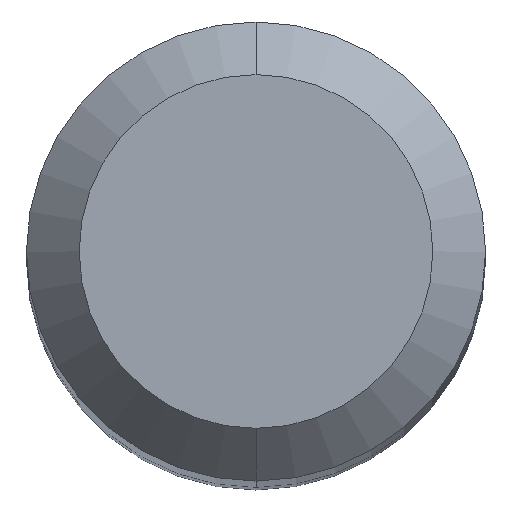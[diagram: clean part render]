
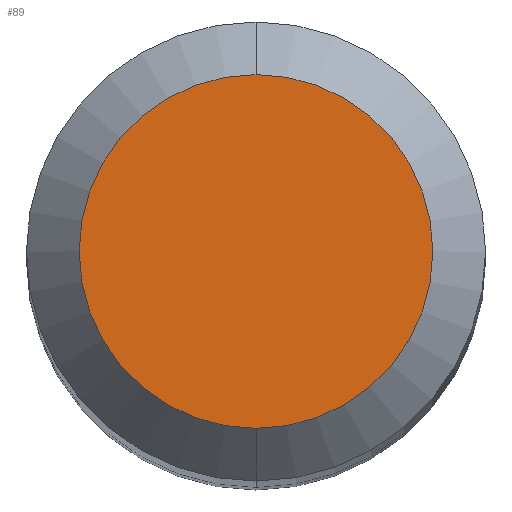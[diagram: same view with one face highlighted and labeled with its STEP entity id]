
A CAD part, top view. The second image highlights one B-rep face of the part: STEP entity #89.
In plain terms, the highlighted planar face has unit normal (0, 0, 1).
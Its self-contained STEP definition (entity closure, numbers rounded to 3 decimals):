
#3 = CARTESIAN_POINT ( 'NONE',  ( 0., 0., 70. ) ) ;
#17 = CIRCLE ( 'NONE', #90, 2.35 ) ;
#24 = DIRECTION ( 'NONE',  ( 0., 1., 0. ) ) ;
#33 = DIRECTION ( 'NONE',  ( 0., 0., -1. ) ) ;
#70 = EDGE_LOOP ( 'NONE', ( #168, #72 ) ) ;
#72 = ORIENTED_EDGE ( 'NONE', *, *, #204, .F. ) ;
#89 = ADVANCED_FACE ( 'NONE', ( #144 ), #166, .F. ) ;
#90 = AXIS2_PLACEMENT_3D ( 'NONE', #122, #94, #224 ) ;
#94 = DIRECTION ( 'NONE',  ( 0., 0., -1. ) ) ;
#99 = EDGE_CURVE ( 'NONE', #172, #226, #17, .T. ) ;
#106 = CARTESIAN_POINT ( 'NONE',  ( 0., -2.35, 70. ) ) ;
#122 = CARTESIAN_POINT ( 'NONE',  ( 0., 0., 70. ) ) ;
#133 = DIRECTION ( 'NONE',  ( 0., 1., 0. ) ) ;
#135 = AXIS2_PLACEMENT_3D ( 'NONE', #288, #33, #133 ) ;
#144 = FACE_OUTER_BOUND ( 'NONE', #70, .T. ) ;
#151 = AXIS2_PLACEMENT_3D ( 'NONE', #3, #197, #24 ) ;
#166 = PLANE ( 'NONE',  #151 ) ;
#168 = ORIENTED_EDGE ( 'NONE', *, *, #99, .F. ) ;
#172 = VERTEX_POINT ( 'NONE', #232 ) ;
#197 = DIRECTION ( 'NONE',  ( 0., 0., -1. ) ) ;
#204 = EDGE_CURVE ( 'NONE', #226, #172, #223, .T. ) ;
#223 = CIRCLE ( 'NONE', #135, 2.35 ) ;
#224 = DIRECTION ( 'NONE',  ( 0., 1., 0. ) ) ;
#226 = VERTEX_POINT ( 'NONE', #106 ) ;
#232 = CARTESIAN_POINT ( 'NONE',  ( 0., 2.35, 70. ) ) ;
#288 = CARTESIAN_POINT ( 'NONE',  ( 0., 0., 70. ) ) ;
